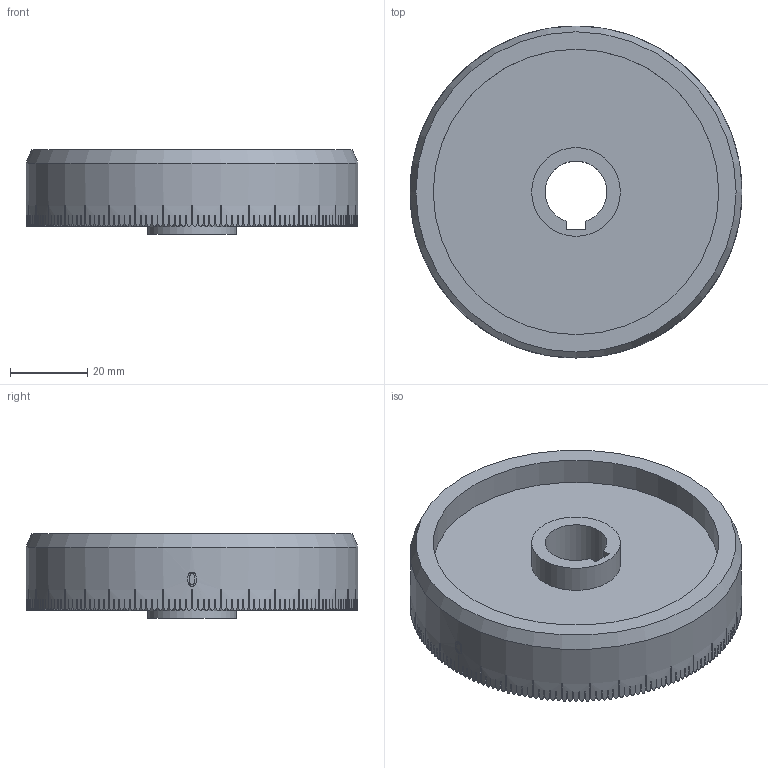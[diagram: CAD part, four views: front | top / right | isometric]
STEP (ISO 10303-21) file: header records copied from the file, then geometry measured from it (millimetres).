
FILE_DESCRIPTION(/* description */ (''),/* implementation_level */ '2;1');
FILE_NAME(/* name */ 'axe_porte_outil_molette.stp',/* time_stamp */ '2021-03-29T18:31:25+02:00',/* author */ ('Utilisateur'),/* organization */ (''),/* preprocessor_version */ 'ST-DEVELOPER v16.5',/* originating_system */ 'Autodesk Inventor 2017',/* authorisation */ '');
FILE_SCHEMA (('CONFIG_CONTROL_DESIGN','AUTOMOTIVE_DESIGN { 1 0 10303 214 3 1 1 }'));
Length unit declared in the file: millimetre
Products named in the file (1): axe_porte_outil_molette
Bounding box: 86 x 86 x 22 mm (x, y, z)
Volume: 56645.3 mm3; surface area: 23095.7 mm2
Topology: 1 solids, 1 shells, 1109 faces, 3124 edges, 2022 vertices
Faces by surface type: plane 1089, bspline 12, cylinder 7, cone 1
Full cylindrical faces by diameter (mm): 23 x2, 74 x2, 86 x1
Entity records: 36236 total; most frequent: DIRECTION 6558, CARTESIAN_POINT 6506, ORIENTED_EDGE 6230, EDGE_CURVE 3115, AXIS2_PLACEMENT_3D 2369, VERTEX_POINT 2019, LINE 1820, VECTOR 1820
